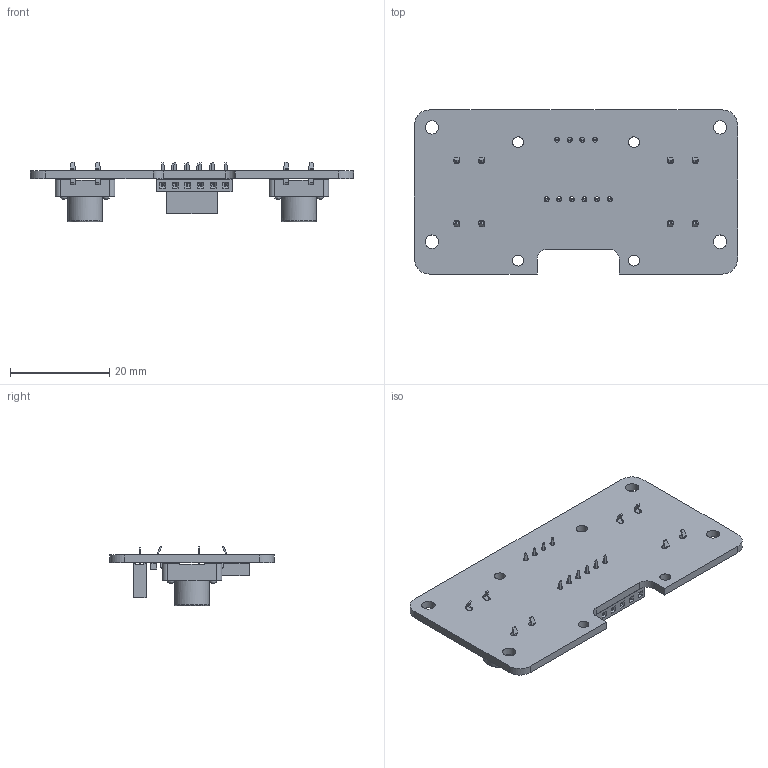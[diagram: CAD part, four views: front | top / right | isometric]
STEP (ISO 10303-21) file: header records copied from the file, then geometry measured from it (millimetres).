
FILE_DESCRIPTION(('KiCad electronic assembly'),'2;1');
FILE_NAME('Frontpanel.step','2022-04-03T13:43:25',('Pcbnew'),('Kicad'), 'Open CASCADE STEP processor 7.6','KiCad to STEP converter','Unknown' );
FILE_SCHEMA(('AUTOMOTIVE_DESIGN { 1 0 10303 214 1 1 1 1 }'));
Length unit declared in the file: millimetre
Products named in the file (10): Frontpanel 1; 430476085716 (rev1); COMPOUND; PinSocket_1x04_P2.54mm_Vertical; SOLID; PinSocket_1x06_P2.54mm_Horizontal; C_0805_2012Metric; _autosave-MT32pi-MiSTer PCB
Assembly tree (10 placements, depth 3):
  Frontpanel 1
    430476085716 (rev1)  x2
      COMPOUND
    PinSocket_1x04_P2.54mm_Vertical
      SOLID
    PinSocket_1x06_P2.54mm_Horizontal
      SOLID
    C_0805_2012Metric
      SOLID
    _autosave-MT32pi-MiSTer PCB
Bounding box: 65 x 33 x 11.99 mm (x, y, z)
Volume: 5084.1 mm3; surface area: 7098.5 mm2
Topology: 12 solids, 12 shells, 754 faces, 1976 edges, 1296 vertices
Faces by surface type: bspline 702, cylinder 32, plane 20
Full cylindrical faces by diameter (mm): 1 x10, 1.2 x8, 2.2 x4, 2.7 x4
Entity records: 38193 total; most frequent: CARTESIAN_POINT 13803, B_SPLINE_CURVE_WITH_KNOTS 3932, ORIENTED_EDGE 3118, PCURVE 3118, DEFINITIONAL_REPRESENTATION 3118, EDGE_CURVE 1559, SURFACE_CURVE 1518, VERTEX_POINT 1022
